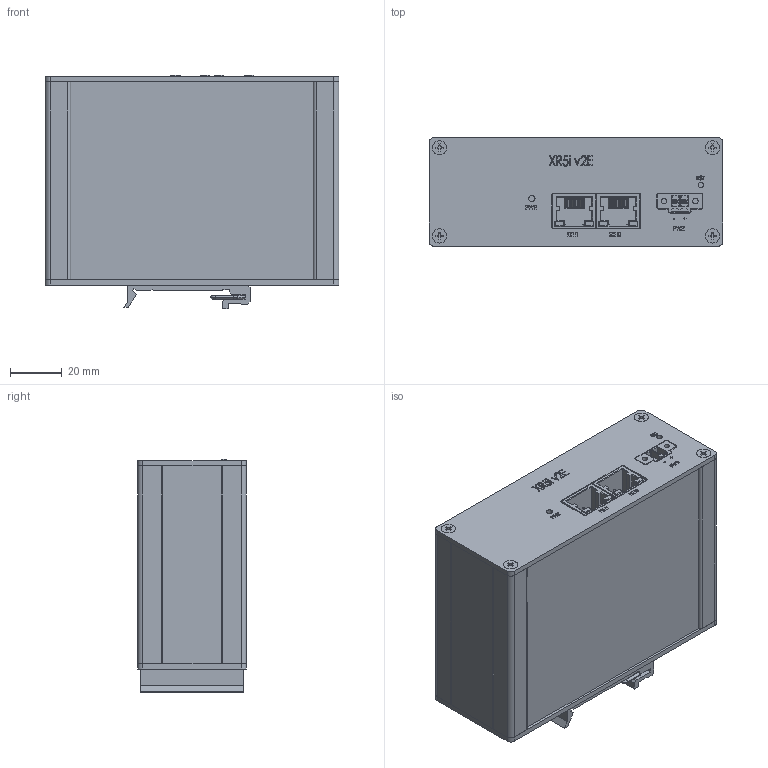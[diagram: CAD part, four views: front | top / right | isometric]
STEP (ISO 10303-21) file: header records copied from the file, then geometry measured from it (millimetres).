
FILE_DESCRIPTION (( 'STEP AP214' ), '1' );
FILE_NAME ('XR5i_v2E_SL.STEP', '2019-02-06T09:42:38', ( '' ), ( '' ), 'SwSTEP 2.0', 'SolidWorks 2018', '' );
FILE_SCHEMA (( 'AUTOMOTIVE_DESIGN' ));
Length unit declared in the file: millimetre
Products named in the file (17): 691325110002_03; 539_CKC2_XR5i_v2E_SL; BB-SBD40_model_silver; 691325110002; XR5i_v2E_SL; 691325110002_04; 691325110002_01; CKK2_box; 656_CKC2_zadni_celo_v2_router; 691325110002_05; Screw_box_7982    49,5-mattssons; Pero_BB-SBD40; kolik_BB-SBD40; 691325110002_02; M2_5x5_PH_silver; Profil_BB-SBD40; User Library-Rj45-1
Assembly tree (27 placements, depth 3):
  XR5i_v2E_SL
    539_CKC2_XR5i_v2E_SL
    CKK2_box
    656_CKC2_zadni_celo_v2_router
    691325110002
      691325110002_01
      691325110002_02
      691325110002_03
      691325110002_04
      691325110002_05
    Screw_box_7982    49,5-mattssons  x8
    User Library-Rj45-1  x2
    BB-SBD40_model_silver
      Profil_BB-SBD40
      kolik_BB-SBD40
      Pero_BB-SBD40
    M2_5x5_PH_silver  x4
Bounding box: 113.2 x 42 x 89.9 mm (x, y, z)
Volume: 73003.6 mm3; surface area: 85608.7 mm2
Topology: 25 solids, 25 shells, 2309 faces, 5713 edges, 3550 vertices
Faces by surface type: plane 1023, cylinder 754, cone 280, bspline 138, torus 114
Entity records: 58181 total; most frequent: CARTESIAN_POINT 18842, ORIENTED_EDGE 7018, DIRECTION 6323, EDGE_CURVE 3509, LINE 2333, VECTOR 2333, VERTEX_POINT 2243, AXIS2_PLACEMENT_3D 1995
